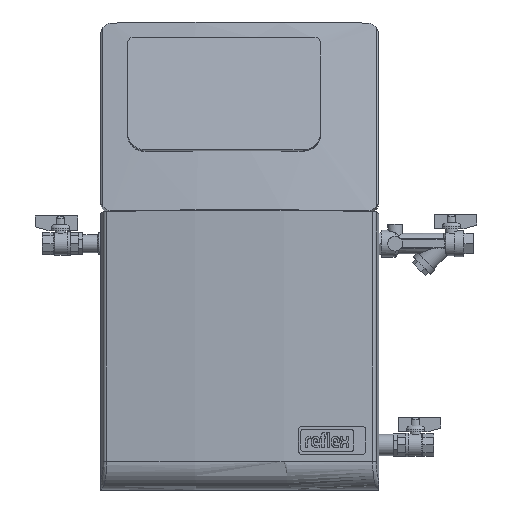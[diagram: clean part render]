
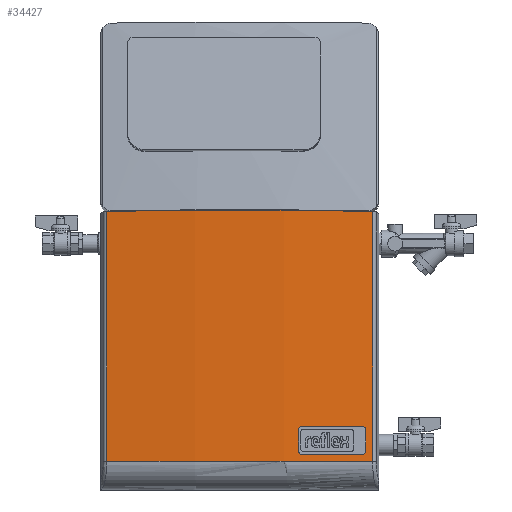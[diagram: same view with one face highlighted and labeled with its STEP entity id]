
A CAD part, front view. The second image highlights one B-rep face of the part: STEP entity #34427.
In plain terms, the highlighted cylindrical face has radius 1449.82 mm (diameter 2899.64 mm), a partial arc.
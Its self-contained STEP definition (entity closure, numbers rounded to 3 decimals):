
#128=ELLIPSE('',#37277,1474.317,1449.819);
#2773=LINE('',#59085,#5966);
#2774=LINE('',#59184,#5967);
#5966=VECTOR('',#44582,10.);
#5967=VECTOR('',#44589,10.);
#10106=FACE_OUTER_BOUND('',#12459,.T.);
#12459=EDGE_LOOP('',(#28716,#28717,#28718,#28719));
#14155=CIRCLE('',#37278,1449.819);
#16693=VERTEX_POINT('',#59081);
#16694=VERTEX_POINT('',#59083);
#16696=VERTEX_POINT('',#59180);
#16697=VERTEX_POINT('',#59182);
#20930=EDGE_CURVE('',#16694,#16693,#2773,.T.);
#20933=EDGE_CURVE('',#16693,#16696,#128,.T.);
#20934=EDGE_CURVE('',#16697,#16694,#14155,.T.);
#20935=EDGE_CURVE('',#16696,#16697,#2774,.T.);
#28716=ORIENTED_EDGE('',*,*,#20933,.F.);
#28717=ORIENTED_EDGE('',*,*,#20930,.F.);
#28718=ORIENTED_EDGE('',*,*,#20934,.F.);
#28719=ORIENTED_EDGE('',*,*,#20935,.F.);
#32918=CYLINDRICAL_SURFACE('',#37276,1449.819);
#34427=ADVANCED_FACE('',(#10106),#32918,.T.);
#37276=AXIS2_PLACEMENT_3D('',#59179,#44583,#44584);
#37277=AXIS2_PLACEMENT_3D('',#59181,#44585,#44586);
#37278=AXIS2_PLACEMENT_3D('',#59183,#44587,#44588);
#44582=DIRECTION('',(0.,0.,1.));
#44583=DIRECTION('center_axis',(0.,0.,1.));
#44584=DIRECTION('ref_axis',(0.114,0.993,0.));
#44585=DIRECTION('center_axis',(0.,0.182,
0.983));
#44586=DIRECTION('ref_axis',(0.,0.983,-0.182));
#44587=DIRECTION('center_axis',(0.,0.,-1.));
#44588=DIRECTION('ref_axis',(0.,-1.,0.));
#44589=DIRECTION('',(0.,0.,-1.));
#59081=CARTESIAN_POINT('',(-162.463,-191.869,340.397));
#59083=CARTESIAN_POINT('',(-162.463,-191.869,35.));
#59085=CARTESIAN_POINT('',(-162.463,-191.869,0.));
#59179=CARTESIAN_POINT('Origin',(0.,1248.819,
0.));
#59180=CARTESIAN_POINT('',(162.463,-191.869,340.397));
#59181=CARTESIAN_POINT('Origin',(0.,1248.819,
74.433));
#59182=CARTESIAN_POINT('',(162.463,-191.869,35.));
#59183=CARTESIAN_POINT('Origin',(0.,1248.819,
35.));
#59184=CARTESIAN_POINT('',(162.463,-191.869,0.));
